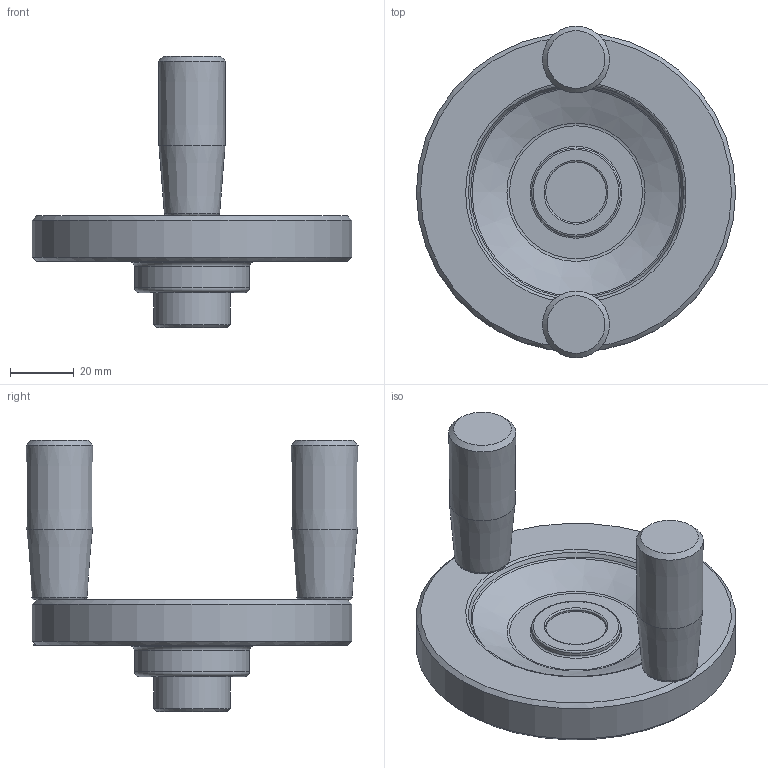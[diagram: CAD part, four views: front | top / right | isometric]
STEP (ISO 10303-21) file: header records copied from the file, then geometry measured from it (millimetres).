
FILE_DESCRIPTION( ( 'Unknown' ), '1' );
FILE_NAME( '7117058_VPRA100_DM.stp', 'Unknown', ( 'Unknown' ), ( 'Unknown' ), 'PSStep 11.0', 'Unknown', ' ' );
FILE_SCHEMA( ( 'AUTOMOTIVE_DESIGN { 1 0 10303 214 1 1 1 1 }' ) );
Length unit declared in the file: millimetre
Products named in the file (1): 1831007
Bounding box: 100 x 103.98 x 85 mm (x, y, z)
Volume: 124662.8 mm3; surface area: 31947.4 mm2
Topology: 1 solids, 5 shells, 129 faces, 289 edges, 168 vertices
Faces by surface type: plane 46, cone 26, bspline 20, cylinder 19, torus 16, sphere 2
Full cylindrical faces by diameter (mm): 4 x1, 4.917 x2, 6 x2, 6.647 x2, 10 x2, 12 x2, 19 x1, 24 x1, 27.8 x1, 36 x1, 100 x1
Entity records: 6555 total; most frequent: CARTESIAN_POINT 3140, DIRECTION 496, ORIENTED_EDGE 410, AXIS2_PLACEMENT_3D 218, EDGE_CURVE 205, EDGE_LOOP 187, FACE_OUTER_BOUND 155, VERTEX_POINT 143
